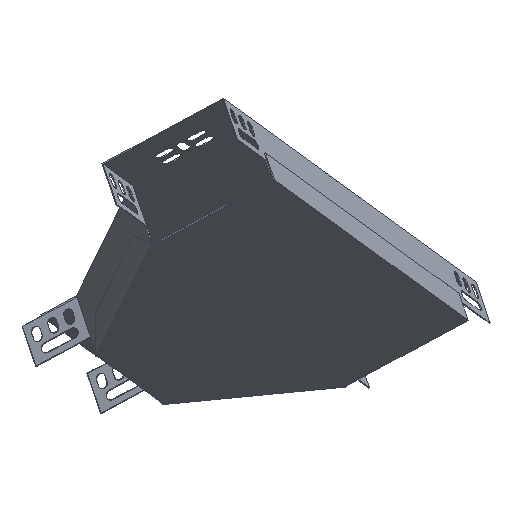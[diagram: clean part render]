
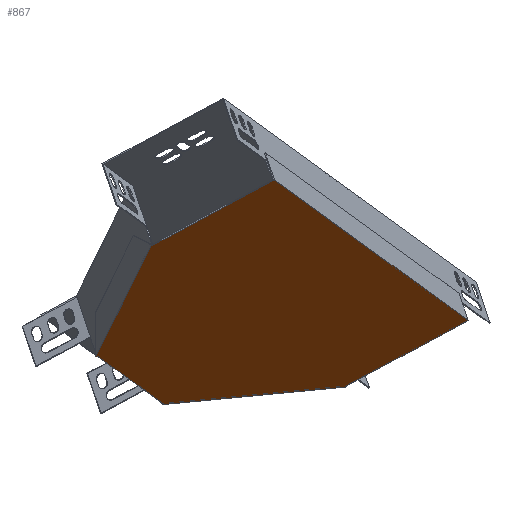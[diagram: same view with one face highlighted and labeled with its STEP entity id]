
A CAD part, front view. The second image highlights one B-rep face of the part: STEP entity #867.
In plain terms, the highlighted planar face has unit normal (0.283, -0.485, -0.827).
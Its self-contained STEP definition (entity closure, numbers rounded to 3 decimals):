
#138 = DIRECTION ( 'NONE',  ( 0.276, -0.785, 0.555 ) ) ;
#159 = DIRECTION ( 'NONE',  ( 0.919, 0.385, 0.088 ) ) ;
#181 = DIRECTION ( 'NONE',  ( 0.276, -0.785, 0.555 ) ) ;
#253 = ORIENTED_EDGE ( 'NONE', *, *, #3783, .F. ) ;
#739 = ORIENTED_EDGE ( 'NONE', *, *, #3793, .T. ) ;
#867 = ADVANCED_FACE ( 'NONE', ( #6871 ), #6077, .F. ) ;
#1485 = CARTESIAN_POINT ( 'NONE',  ( 114.476, 241.834, -96.325 ) ) ;
#1630 = VERTEX_POINT ( 'NONE', #6479 ) ;
#1642 = ORIENTED_EDGE ( 'NONE', *, *, #3791, .F. ) ;
#1933 = ORIENTED_EDGE ( 'NONE', *, *, #3790, .F. ) ;
#2065 = DIRECTION ( 'NONE',  ( 0.919, 0.385, 0.088 ) ) ;
#2074 = VERTEX_POINT ( 'NONE', #2800 ) ;
#2092 = DIRECTION ( 'NONE',  ( 0.276, -0.785, 0.555 ) ) ;
#2447 = AXIS2_PLACEMENT_3D ( 'NONE', #6610, #3107, #7163 ) ;
#2800 = CARTESIAN_POINT ( 'NONE',  ( 63.657, -36.212, 49.459 ) ) ;
#2857 = VERTEX_POINT ( 'NONE', #5386 ) ;
#3086 = CARTESIAN_POINT ( 'NONE',  ( -15.67, 188.023, -109.248 ) ) ;
#3107 = DIRECTION ( 'NONE',  ( -0.283, 0.485, 0.827 ) ) ;
#3184 = CARTESIAN_POINT ( 'NONE',  ( -15.284, 186.924, -108.471 ) ) ;
#3185 = VECTOR ( 'NONE', #6786, 1000. ) ;
#3219 = LINE ( 'NONE', #4528, #3185 ) ;
#3241 = DIRECTION ( 'NONE',  ( 0.919, 0.385, 0.088 ) ) ;
#3243 = VECTOR ( 'NONE', #7321, 1000. ) ;
#3250 = LINE ( 'NONE', #3291, #3243 ) ;
#3291 = CARTESIAN_POINT ( 'NONE',  ( 62.981, -35.986, 49.095 ) ) ;
#3320 = VECTOR ( 'NONE', #3866, 1000. ) ;
#3346 = LINE ( 'NONE', #5127, #3320 ) ;
#3355 = VECTOR ( 'NONE', #3241, 1000. ) ;
#3361 = VECTOR ( 'NONE', #181, 1000. ) ;
#3375 = VECTOR ( 'NONE', #2092, 1000. ) ;
#3381 = LINE ( 'NONE', #7274, #3361 ) ;
#3388 = LINE ( 'NONE', #1485, #3375 ) ;
#3397 = VECTOR ( 'NONE', #159, 1000. ) ;
#3404 = LINE ( 'NONE', #5641, #3397 ) ;
#3407 = LINE ( 'NONE', #4471, #3355 ) ;
#3418 = VECTOR ( 'NONE', #5100, 1000. ) ;
#3428 = VECTOR ( 'NONE', #2065, 1000. ) ;
#3433 = LINE ( 'NONE', #6697, #3418 ) ;
#3442 = VECTOR ( 'NONE', #138, 1000. ) ;
#3443 = LINE ( 'NONE', #6158, #3442 ) ;
#3459 = LINE ( 'NONE', #5077, #3428 ) ;
#3594 = ORIENTED_EDGE ( 'NONE', *, *, #3800, .T. ) ;
#3782 = EDGE_CURVE ( 'NONE', #2857, #6594, #3459, .T. ) ;
#3783 = EDGE_CURVE ( 'NONE', #2857, #4918, #3443, .T. ) ;
#3790 = EDGE_CURVE ( 'NONE', #4918, #4467, #3404, .T. ) ;
#3791 = EDGE_CURVE ( 'NONE', #2074, #6773, #3433, .T. ) ;
#3793 = EDGE_CURVE ( 'NONE', #7357, #1630, #3388, .T. ) ;
#3800 = EDGE_CURVE ( 'NONE', #6702, #7357, #3407, .T. ) ;
#3801 = EDGE_CURVE ( 'NONE', #6702, #7198, #3381, .T. ) ;
#3810 = EDGE_CURVE ( 'NONE', #6594, #7198, #3346, .T. ) ;
#3841 = EDGE_CURVE ( 'NONE', #2074, #4467, #3250, .T. ) ;
#3851 = EDGE_CURVE ( 'NONE', #1630, #6773, #3219, .T. ) ;
#3866 = DIRECTION ( 'NONE',  ( 0.455, 0.827, -0.33 ) ) ;
#4193 = ORIENTED_EDGE ( 'NONE', *, *, #3782, .T. ) ;
#4467 = VERTEX_POINT ( 'NONE', #6142 ) ;
#4471 = CARTESIAN_POINT ( 'NONE',  ( -16.71, 187.587, -109.348 ) ) ;
#4528 = CARTESIAN_POINT ( 'NONE',  ( 114.641, 241.363, -95.992 ) ) ;
#4918 = VERTEX_POINT ( 'NONE', #6349 ) ;
#5077 = CARTESIAN_POINT ( 'NONE',  ( -61.674, 103.306, -75.265 ) ) ;
#5100 = DIRECTION ( 'NONE',  ( 0.455, 0.827, -0.33 ) ) ;
#5127 = CARTESIAN_POINT ( 'NONE',  ( -61.122, 103.537, -75.212 ) ) ;
#5302 = ORIENTED_EDGE ( 'NONE', *, *, #3851, .T. ) ;
#5386 = CARTESIAN_POINT ( 'NONE',  ( -62.409, 102.998, -75.336 ) ) ;
#5566 = CARTESIAN_POINT ( 'NONE',  ( 200.444, 212.625, -49.79 ) ) ;
#5641 = CARTESIAN_POINT ( 'NONE',  ( -22.697, -7.705, 3.204 ) ) ;
#6077 = PLANE ( 'NONE',  #2447 ) ;
#6084 = EDGE_LOOP ( 'NONE', ( #7310, #6447, #3594, #739, #5302, #1642, #6916, #1933, #253, #4193 ) ) ;
#6142 = CARTESIAN_POINT ( 'NONE',  ( -22.145, -7.474, 3.257 ) ) ;
#6158 = CARTESIAN_POINT ( 'NONE',  ( -62.72, 103.886, -75.964 ) ) ;
#6349 = CARTESIAN_POINT ( 'NONE',  ( -23.432, -8.013, 3.133 ) ) ;
#6447 = ORIENTED_EDGE ( 'NONE', *, *, #3801, .F. ) ;
#6479 = CARTESIAN_POINT ( 'NONE',  ( 114.641, 241.363, -95.992 ) ) ;
#6594 = VERTEX_POINT ( 'NONE', #7117 ) ;
#6610 = CARTESIAN_POINT ( 'NONE',  ( -80.767, 159.486, -114.761 ) ) ;
#6697 = CARTESIAN_POINT ( 'NONE',  ( 63.143, -37.148, 49.832 ) ) ;
#6702 = VERTEX_POINT ( 'NONE', #3086 ) ;
#6773 = VERTEX_POINT ( 'NONE', #5566 ) ;
#6786 = DIRECTION ( 'NONE',  ( 0.845, -0.283, 0.455 ) ) ;
#6871 = FACE_OUTER_BOUND ( 'NONE', #6084, .T. ) ;
#6916 = ORIENTED_EDGE ( 'NONE', *, *, #3841, .T. ) ;
#7117 = CARTESIAN_POINT ( 'NONE',  ( -61.122, 103.537, -75.212 ) ) ;
#7163 = DIRECTION ( 'NONE',  ( -0.455, -0.827, 0.33 ) ) ;
#7198 = VERTEX_POINT ( 'NONE', #3184 ) ;
#7246 = CARTESIAN_POINT ( 'NONE',  ( 114.255, 242.462, -96.769 ) ) ;
#7274 = CARTESIAN_POINT ( 'NONE',  ( -15.45, 187.395, -108.804 ) ) ;
#7310 = ORIENTED_EDGE ( 'NONE', *, *, #3810, .T. ) ;
#7321 = DIRECTION ( 'NONE',  ( -0.845, 0.283, -0.455 ) ) ;
#7357 = VERTEX_POINT ( 'NONE', #7246 ) ;
